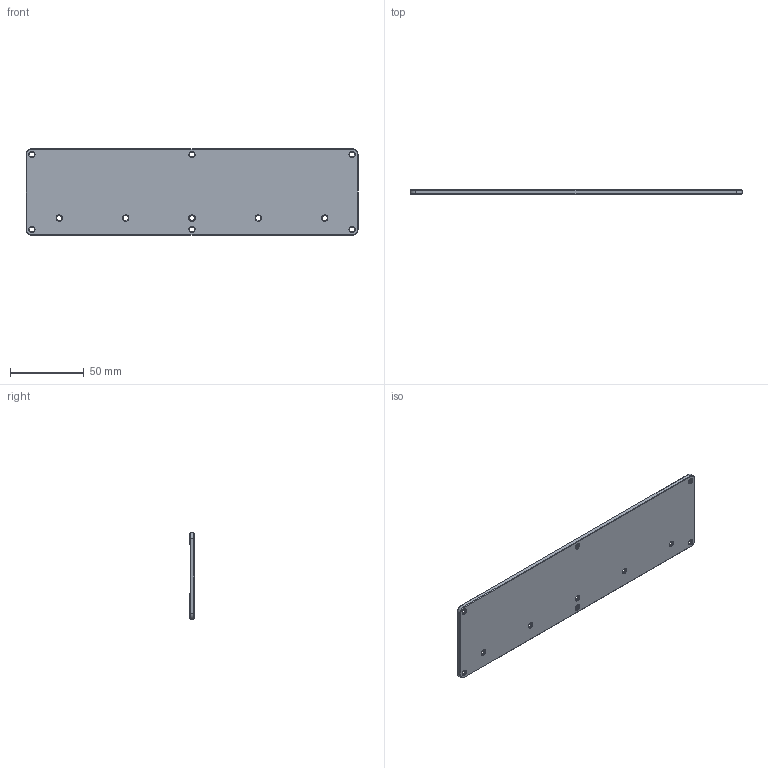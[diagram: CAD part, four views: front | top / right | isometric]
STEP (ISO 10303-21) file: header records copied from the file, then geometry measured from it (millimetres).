
FILE_DESCRIPTION (( 'STEP AP214' ), '1' );
FILE_NAME ('Topplate.STEP', '2024-01-02T13:53:05', ( '' ), ( '' ), 'SwSTEP 2.0', 'SolidWorks 2024', '' );
FILE_SCHEMA (( 'AUTOMOTIVE_DESIGN' ));
Length unit declared in the file: millimetre
Products named in the file (1): Topplate
Bounding box: 225 x 3 x 58.75 mm (x, y, z)
Volume: 37402.1 mm3; surface area: 27956 mm2
Topology: 1 solids, 1 shells, 96 faces, 236 edges, 136 vertices
Faces by surface type: cone 52, cylinder 26, plane 18
Entity records: 2871 total; most frequent: DIRECTION 522, CARTESIAN_POINT 505, ORIENTED_EDGE 472, EDGE_CURVE 236, AXIS2_PLACEMENT_3D 201, VERTEX_POINT 136, VECTOR 120, LINE 120
